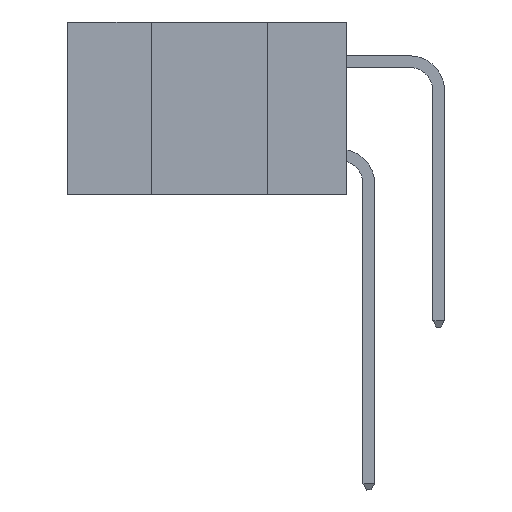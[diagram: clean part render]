
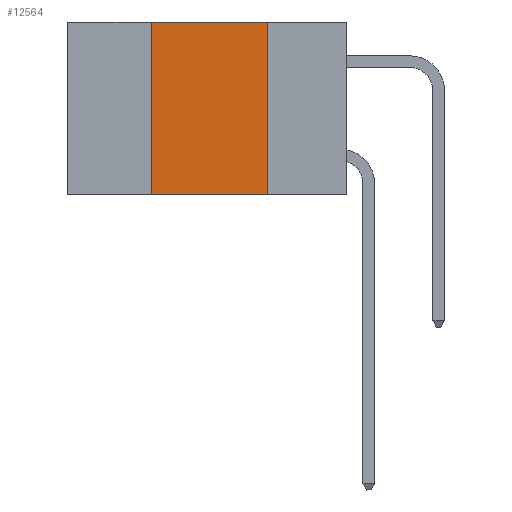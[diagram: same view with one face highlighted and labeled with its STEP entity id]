
A CAD part, left-side view. The second image highlights one B-rep face of the part: STEP entity #12564.
In plain terms, the highlighted planar face has unit normal (-1, 0, 0).
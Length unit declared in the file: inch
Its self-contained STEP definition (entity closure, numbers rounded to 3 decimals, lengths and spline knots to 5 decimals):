
#158 = DIRECTION ( 'NONE',  ( 0., -1., 0. ) ) ;
#1138 = CARTESIAN_POINT ( 'NONE',  ( 0., 0.6, -0.37 ) ) ;
#3328 = VERTEX_POINT ( 'NONE', #8199 ) ;
#3904 = VECTOR ( 'NONE', #11637, 39.37008 ) ;
#4056 = CARTESIAN_POINT ( 'NONE',  ( 0., 0.42, 0. ) ) ;
#4158 = LINE ( 'NONE', #4056, #37370 ) ;
#4693 = EDGE_LOOP ( 'NONE', ( #32913, #34790, #10604, #27229 ) ) ;
#5075 = CARTESIAN_POINT ( 'NONE',  ( 0., 0.6, 0. ) ) ;
#7558 = CARTESIAN_POINT ( 'NONE',  ( 0., 0.42, -0.37 ) ) ;
#8199 = CARTESIAN_POINT ( 'NONE',  ( 0., 0.42, 0. ) ) ;
#8409 = DIRECTION ( 'NONE',  ( 1., 0., 0. ) ) ;
#10604 = ORIENTED_EDGE ( 'NONE', *, *, #14954, .F. ) ;
#10811 = DIRECTION ( 'NONE',  ( 0., -1., 0. ) ) ;
#11370 = VERTEX_POINT ( 'NONE', #33351 ) ;
#11637 = DIRECTION ( 'NONE',  ( 0., 0., -1. ) ) ;
#11655 = VECTOR ( 'NONE', #158, 39.37008 ) ;
#11731 = LINE ( 'NONE', #1138, #19154 ) ;
#11847 = VERTEX_POINT ( 'NONE', #7558 ) ;
#12008 = EDGE_CURVE ( 'NONE', #35675, #11370, #36201, .T. ) ;
#12564 = ADVANCED_FACE ( 'NONE', ( #24251 ), #27012, .F. ) ;
#14954 = EDGE_CURVE ( 'NONE', #11847, #3328, #4158, .T. ) ;
#19154 = VECTOR ( 'NONE', #10811, 39.37008 ) ;
#19945 = EDGE_CURVE ( 'NONE', #11847, #11370, #11731, .T. ) ;
#22497 = CARTESIAN_POINT ( 'NONE',  ( 0., 0.17, 0. ) ) ;
#22751 = EDGE_CURVE ( 'NONE', #3328, #35675, #27272, .T. ) ;
#24251 = FACE_OUTER_BOUND ( 'NONE', #4693, .T. ) ;
#26189 = DIRECTION ( 'NONE',  ( 0., 0., 1. ) ) ;
#27012 = PLANE ( 'NONE',  #39757 ) ;
#27229 = ORIENTED_EDGE ( 'NONE', *, *, #19945, .T. ) ;
#27272 = LINE ( 'NONE', #36089, #11655 ) ;
#30226 = DIRECTION ( 'NONE',  ( 0., 0., -1. ) ) ;
#30258 = CARTESIAN_POINT ( 'NONE',  ( 0., 0.17, 0. ) ) ;
#32913 = ORIENTED_EDGE ( 'NONE', *, *, #12008, .F. ) ;
#33351 = CARTESIAN_POINT ( 'NONE',  ( 0., 0.17, -0.37 ) ) ;
#34790 = ORIENTED_EDGE ( 'NONE', *, *, #22751, .F. ) ;
#35675 = VERTEX_POINT ( 'NONE', #22497 ) ;
#36089 = CARTESIAN_POINT ( 'NONE',  ( 0., 0.6, 0. ) ) ;
#36201 = LINE ( 'NONE', #30258, #3904 ) ;
#37370 = VECTOR ( 'NONE', #26189, 39.37008 ) ;
#39757 = AXIS2_PLACEMENT_3D ( 'NONE', #5075, #8409, #30226 ) ;
